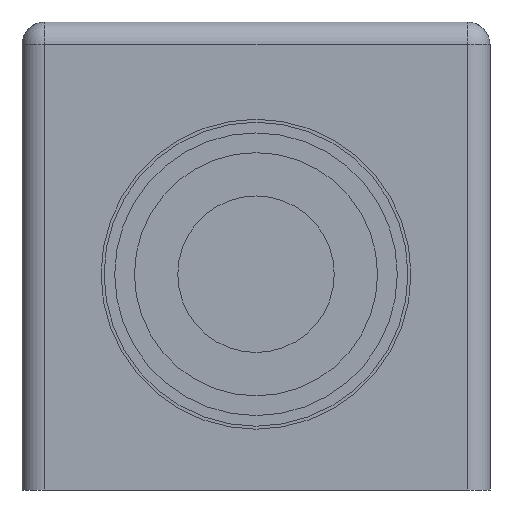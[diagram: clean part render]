
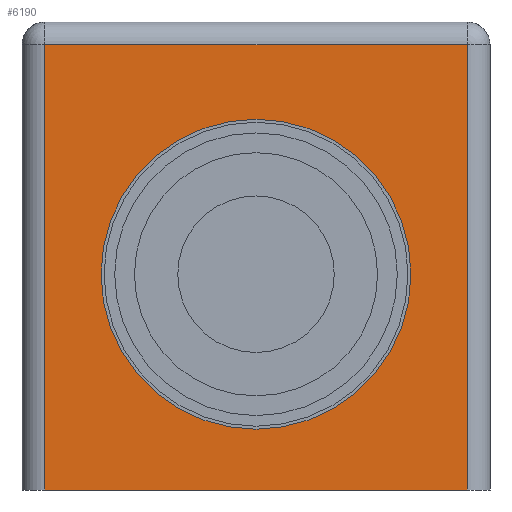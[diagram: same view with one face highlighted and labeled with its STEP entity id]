
A CAD part, front view. The second image highlights one B-rep face of the part: STEP entity #6190.
In plain terms, the highlighted planar face has unit normal (0, -1, 0).
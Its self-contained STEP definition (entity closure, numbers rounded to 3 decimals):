
#259=FACE_BOUND('',#897,.T.);
#285=PLANE('',#6622);
#515=FACE_OUTER_BOUND('',#896,.T.);
#896=EDGE_LOOP('',(#4562,#4563,#4564,#4565));
#897=EDGE_LOOP('',(#4566));
#1259=LINE('',#8485,#1929);
#1433=LINE('',#9703,#2103);
#1434=LINE('',#9705,#2104);
#1435=LINE('',#9706,#2105);
#1929=VECTOR('',#7012,1000.);
#2103=VECTOR('',#7284,1000.);
#2104=VECTOR('',#7285,1000.);
#2105=VECTOR('',#7286,1000.);
#2599=CIRCLE('',#6564,10.2);
#2715=VERTEX_POINT('',#8459);
#2724=VERTEX_POINT('',#8482);
#2725=VERTEX_POINT('',#8484);
#2978=VERTEX_POINT('',#9702);
#2979=VERTEX_POINT('',#9704);
#3334=EDGE_CURVE('',#2715,#2715,#2599,.T.);
#3345=EDGE_CURVE('',#2725,#2724,#1259,.T.);
#3608=EDGE_CURVE('',#2978,#2724,#1433,.T.);
#3609=EDGE_CURVE('',#2978,#2979,#1434,.T.);
#3610=EDGE_CURVE('',#2979,#2725,#1435,.T.);
#4562=ORIENTED_EDGE('',*,*,#3345,.T.);
#4563=ORIENTED_EDGE('',*,*,#3608,.F.);
#4564=ORIENTED_EDGE('',*,*,#3609,.T.);
#4565=ORIENTED_EDGE('',*,*,#3610,.T.);
#4566=ORIENTED_EDGE('',*,*,#3334,.F.);
#6190=ADVANCED_FACE('',(#515,#259),#285,.F.);
#6564=AXIS2_PLACEMENT_3D('',#8461,#6988,#6989);
#6622=AXIS2_PLACEMENT_3D('',#9701,#7282,#7283);
#6988=DIRECTION('center_axis',(0.,-1.,0.));
#6989=DIRECTION('ref_axis',(0.,0.,-1.));
#7012=DIRECTION('',(1.,0.,0.));
#7282=DIRECTION('center_axis',(0.,1.,0.));
#7283=DIRECTION('ref_axis',(0.,0.,1.));
#7284=DIRECTION('',(0.,0.,-1.));
#7285=DIRECTION('',(-1.,0.,0.));
#7286=DIRECTION('',(0.,0.,-1.));
#8459=CARTESIAN_POINT('',(0.,-51.5,12.2));
#8461=CARTESIAN_POINT('Origin',(0.,-51.5,2.));
#8482=CARTESIAN_POINT('',(13.9,-51.5,-12.2));
#8484=CARTESIAN_POINT('',(-13.9,-51.5,-12.2));
#8485=CARTESIAN_POINT('',(0.,-51.5,-12.2));
#9701=CARTESIAN_POINT('Origin',(0.,-51.5,18.6));
#9702=CARTESIAN_POINT('',(13.9,-51.5,17.1));
#9703=CARTESIAN_POINT('',(13.9,-51.5,18.6));
#9704=CARTESIAN_POINT('',(-13.9,-51.5,17.1));
#9705=CARTESIAN_POINT('',(0.,-51.5,17.1));
#9706=CARTESIAN_POINT('',(-13.9,-51.5,18.6));
